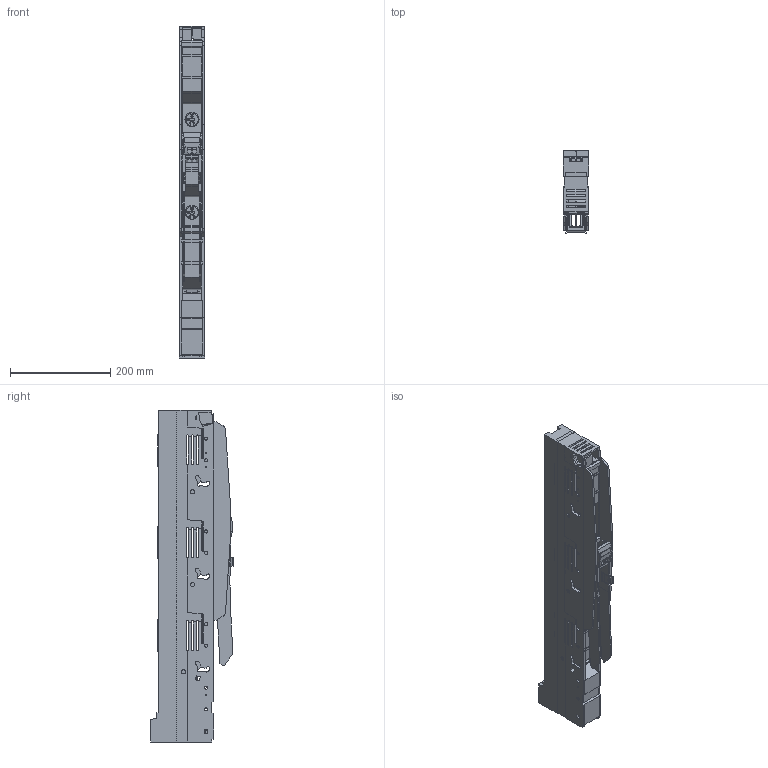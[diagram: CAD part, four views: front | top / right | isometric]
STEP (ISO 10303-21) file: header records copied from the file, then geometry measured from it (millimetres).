
FILE_DESCRIPTION(('CATIA V5 STEP'),'2;1');
FILE_NAME('L0665_NH_Sicherungslastschaltleiste_SL00_3x3_185_F.stp','2018-12-11T09:50:27+00:00',('none'),('Jean Müller GmbH'),'CATIA Version 5 Release 19 SP 9 (IN-10)','CATIA V5 STEP AP214','none');
FILE_SCHEMA(('AUTOMOTIVE_DESIGN { 1 0 10303 214 1 1 1 1 }'));
Products named in the file (1): L0666_NH-Sicherungslastschaltleiste SL00-3x3/185/F
Bounding box: 50 x 164.77 x 662 mm (x, y, z)
Volume: 1840459.3 mm3; surface area: 576260.4 mm2
Topology: 12 solids, 15 shells, 2270 faces, 6580 edges, 4272 vertices
Faces by surface type: plane 1395, cylinder 518, cone 171, bspline 136, sphere 30, torus 20
Entity records: 79068 total; most frequent: CARTESIAN_POINT 23903, ORIENTED_EDGE 13096, DIRECTION 8654, EDGE_CURVE 6548, VECTOR 4401, LINE 4401, VERTEX_POINT 4272, AXIS2_PLACEMENT_3D 2643
